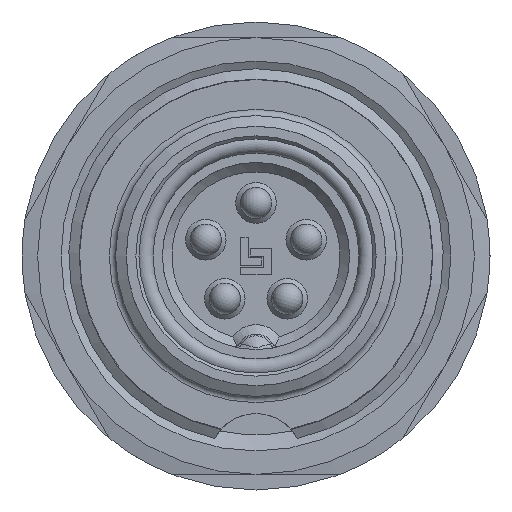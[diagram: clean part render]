
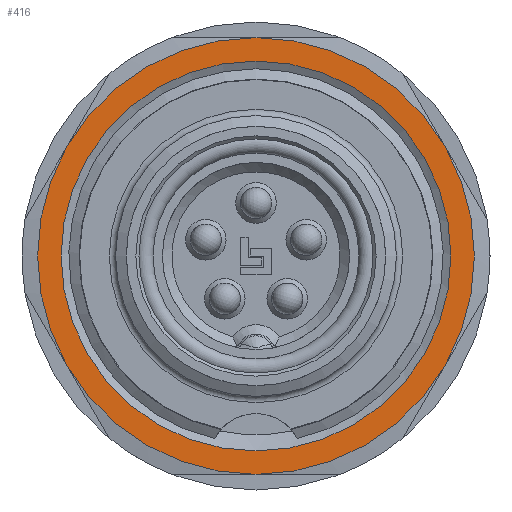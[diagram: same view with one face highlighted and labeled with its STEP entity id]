
A CAD part, left-side view. The second image highlights one B-rep face of the part: STEP entity #416.
In plain terms, the highlighted planar face has unit normal (-1, 0, 0).
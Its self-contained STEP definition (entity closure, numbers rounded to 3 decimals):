
#312=PLANE('',#2342);
#416=ADVANCED_FACE('',(#606,#607),#312,.T.);
#606=FACE_BOUND('',#804,.T.);
#607=FACE_BOUND('',#805,.T.);
#804=EDGE_LOOP('',(#1381));
#805=EDGE_LOOP('',(#1382,#1383,#1384,#1385,#1386,#1387));
#1381=ORIENTED_EDGE('',*,*,#1936,.T.);
#1382=ORIENTED_EDGE('',*,*,#1943,.T.);
#1383=ORIENTED_EDGE('',*,*,#1944,.T.);
#1384=ORIENTED_EDGE('',*,*,#1945,.T.);
#1385=ORIENTED_EDGE('',*,*,#1946,.T.);
#1386=ORIENTED_EDGE('',*,*,#1947,.T.);
#1387=ORIENTED_EDGE('',*,*,#1948,.T.);
#1702=VERTEX_POINT('',#3856);
#1709=VERTEX_POINT('',#3872);
#1710=VERTEX_POINT('',#3873);
#1711=VERTEX_POINT('',#3875);
#1712=VERTEX_POINT('',#3877);
#1713=VERTEX_POINT('',#3879);
#1714=VERTEX_POINT('',#3881);
#1936=EDGE_CURVE('',#1702,#1702,#2112,.T.);
#1943=EDGE_CURVE('',#1709,#1710,#2119,.T.);
#1944=EDGE_CURVE('',#1710,#1711,#2120,.T.);
#1945=EDGE_CURVE('',#1711,#1712,#2121,.T.);
#1946=EDGE_CURVE('',#1712,#1713,#2122,.T.);
#1947=EDGE_CURVE('',#1713,#1714,#2123,.T.);
#1948=EDGE_CURVE('',#1714,#1709,#2124,.T.);
#2112=CIRCLE('',#2327,6.249);
#2119=CIRCLE('',#2336,7.);
#2120=CIRCLE('',#2337,7.);
#2121=CIRCLE('',#2338,7.);
#2122=CIRCLE('',#2339,7.);
#2123=CIRCLE('',#2340,7.);
#2124=CIRCLE('',#2341,7.);
#2327=AXIS2_PLACEMENT_3D('',#3855,#2821,#2822);
#2336=AXIS2_PLACEMENT_3D('',#3871,#2839,#2840);
#2337=AXIS2_PLACEMENT_3D('',#3874,#2841,#2842);
#2338=AXIS2_PLACEMENT_3D('',#3876,#2843,#2844);
#2339=AXIS2_PLACEMENT_3D('',#3878,#2845,#2846);
#2340=AXIS2_PLACEMENT_3D('',#3880,#2847,#2848);
#2341=AXIS2_PLACEMENT_3D('',#3882,#2849,#2850);
#2342=AXIS2_PLACEMENT_3D('',#3883,#2851,#2852);
#2821=DIRECTION('',(1.,0.,0.));
#2822=DIRECTION('',(0.,0.,1.));
#2839=DIRECTION('',(-1.,0.,0.));
#2840=DIRECTION('',(0.,0.,1.));
#2841=DIRECTION('',(-1.,0.,0.));
#2842=DIRECTION('',(0.,0.,1.));
#2843=DIRECTION('',(-1.,0.,0.));
#2844=DIRECTION('',(0.,0.,1.));
#2845=DIRECTION('',(-1.,0.,0.));
#2846=DIRECTION('',(0.,0.,1.));
#2847=DIRECTION('',(-1.,0.,0.));
#2848=DIRECTION('',(0.,0.,1.));
#2849=DIRECTION('',(-1.,0.,0.));
#2850=DIRECTION('',(0.,0.,1.));
#2851=DIRECTION('',(-1.,0.,0.));
#2852=DIRECTION('',(0.,0.,1.));
#3855=CARTESIAN_POINT('',(9.5,0.,0.));
#3856=CARTESIAN_POINT('',(9.5,0.,6.249));
#3871=CARTESIAN_POINT('',(9.5,0.,0.));
#3872=CARTESIAN_POINT('',(9.5,6.062,3.5));
#3873=CARTESIAN_POINT('',(9.5,6.062,-3.5));
#3874=CARTESIAN_POINT('',(9.5,0.,0.));
#3875=CARTESIAN_POINT('',(9.5,0.,-7.));
#3876=CARTESIAN_POINT('',(9.5,0.,0.));
#3877=CARTESIAN_POINT('',(9.5,-6.062,-3.5));
#3878=CARTESIAN_POINT('',(9.5,0.,0.));
#3879=CARTESIAN_POINT('',(9.5,-6.062,3.5));
#3880=CARTESIAN_POINT('',(9.5,0.,0.));
#3881=CARTESIAN_POINT('',(9.5,0.,7.));
#3882=CARTESIAN_POINT('',(9.5,0.,0.));
#3883=CARTESIAN_POINT('',(9.5,0.,0.));
